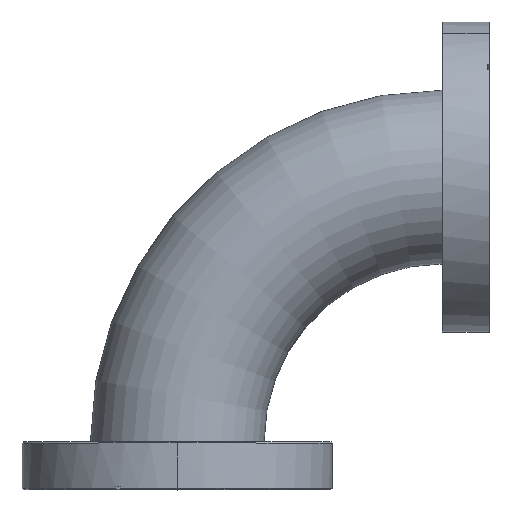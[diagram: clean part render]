
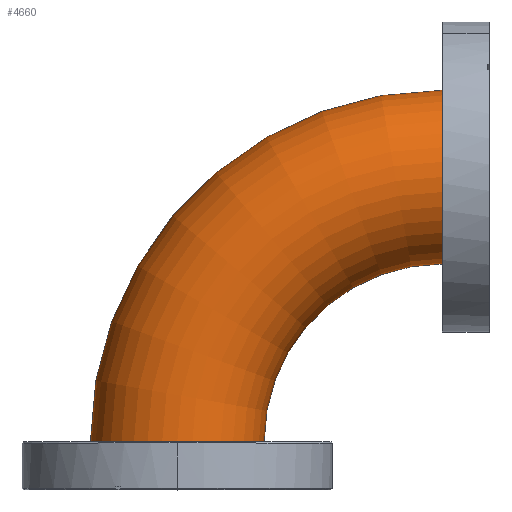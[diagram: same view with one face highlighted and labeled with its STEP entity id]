
A CAD part, top view. The second image highlights one B-rep face of the part: STEP entity #4660.
In plain terms, the highlighted toroidal (fillet/blend) face has major radius 96.8 mm and minor radius 31.75 mm.
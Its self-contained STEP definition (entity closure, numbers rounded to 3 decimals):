
#64 = CARTESIAN_POINT ( 'NONE',  ( 0., 65.05, 0. ) ) ;
#198 = EDGE_CURVE ( 'NONE', #2204, #4909, #1801, .T. ) ;
#298 = CARTESIAN_POINT ( 'NONE',  ( 0., 96.8, 31.75 ) ) ;
#465 = AXIS2_PLACEMENT_3D ( 'NONE', #3874, #1149, #4319 ) ;
#623 = CIRCLE ( 'NONE', #5495, 31.75 ) ;
#647 = CARTESIAN_POINT ( 'NONE',  ( -96.8, 0., 0. ) ) ;
#733 = EDGE_CURVE ( 'NONE', #1537, #765, #3747, .T. ) ;
#765 = VERTEX_POINT ( 'NONE', #2910 ) ;
#769 = DIRECTION ( 'NONE',  ( 0., 0., -1. ) ) ;
#788 = CARTESIAN_POINT ( 'NONE',  ( -65.05, 0., 0. ) ) ;
#983 = EDGE_CURVE ( 'NONE', #2204, #4137, #5205, .T. ) ;
#1098 = DIRECTION ( 'NONE',  ( 0., 0., -1. ) ) ;
#1111 = CIRCLE ( 'NONE', #465, 31.75 ) ;
#1149 = DIRECTION ( 'NONE',  ( -1., 0., 0. ) ) ;
#1493 = DIRECTION ( 'NONE',  ( 1., 0., 0. ) ) ;
#1537 = VERTEX_POINT ( 'NONE', #3691 ) ;
#1759 = DIRECTION ( 'NONE',  ( 0., 0., 1. ) ) ;
#1801 = CIRCLE ( 'NONE', #3466, 65.05 ) ;
#1951 = DIRECTION ( 'NONE',  ( 0., 0., 1. ) ) ;
#2204 = VERTEX_POINT ( 'NONE', #64 ) ;
#2207 = CARTESIAN_POINT ( 'NONE',  ( 0., 0., 0. ) ) ;
#2229 = CARTESIAN_POINT ( 'NONE',  ( -96.8, 0., 0. ) ) ;
#2305 = DIRECTION ( 'NONE',  ( 0., 0., 1. ) ) ;
#2427 = ORIENTED_EDGE ( 'NONE', *, *, #5526, .T. ) ;
#2595 = CIRCLE ( 'NONE', #4539, 31.75 ) ;
#2683 = DIRECTION ( 'NONE',  ( 0., 0., -1. ) ) ;
#2765 = CARTESIAN_POINT ( 'NONE',  ( 0., 96.8, 0. ) ) ;
#2910 = CARTESIAN_POINT ( 'NONE',  ( -128.55, 0., 0. ) ) ;
#3182 = VERTEX_POINT ( 'NONE', #4094 ) ;
#3466 = AXIS2_PLACEMENT_3D ( 'NONE', #5131, #1951, #1493 ) ;
#3496 = DIRECTION ( 'NONE',  ( -1., 0., 0. ) ) ;
#3691 = CARTESIAN_POINT ( 'NONE',  ( 0., 128.55, 0. ) ) ;
#3747 = CIRCLE ( 'NONE', #4150, 128.55 ) ;
#3818 = DIRECTION ( 'NONE',  ( 0., -1., 0. ) ) ;
#3874 = CARTESIAN_POINT ( 'NONE',  ( 0., 96.8, 0. ) ) ;
#3993 = EDGE_LOOP ( 'NONE', ( #2427, #5110, #4809, #5559, #4301, #5831 ) ) ;
#4050 = DIRECTION ( 'NONE',  ( 1., 0., 0. ) ) ;
#4085 = AXIS2_PLACEMENT_3D ( 'NONE', #2207, #1759, #4050 ) ;
#4094 = CARTESIAN_POINT ( 'NONE',  ( -96.8, 0., 31.75 ) ) ;
#4137 = VERTEX_POINT ( 'NONE', #298 ) ;
#4150 = AXIS2_PLACEMENT_3D ( 'NONE', #5018, #2305, #5467 ) ;
#4301 = ORIENTED_EDGE ( 'NONE', *, *, #198, .F. ) ;
#4319 = DIRECTION ( 'NONE',  ( 0., 0., -1. ) ) ;
#4347 = AXIS2_PLACEMENT_3D ( 'NONE', #2765, #3496, #769 ) ;
#4539 = AXIS2_PLACEMENT_3D ( 'NONE', #647, #3818, #1098 ) ;
#4596 = TOROIDAL_SURFACE ( 'NONE', #4085, 96.8, 31.75 ) ;
#4660 = ADVANCED_FACE ( 'NONE', ( #5792 ), #4596, .T. ) ;
#4809 = ORIENTED_EDGE ( 'NONE', *, *, #5464, .F. ) ;
#4909 = VERTEX_POINT ( 'NONE', #788 ) ;
#4971 = EDGE_CURVE ( 'NONE', #4909, #3182, #623, .T. ) ;
#5018 = CARTESIAN_POINT ( 'NONE',  ( 0., 0., 0. ) ) ;
#5110 = ORIENTED_EDGE ( 'NONE', *, *, #733, .T. ) ;
#5131 = CARTESIAN_POINT ( 'NONE',  ( 0., 0., 0. ) ) ;
#5205 = CIRCLE ( 'NONE', #4347, 31.75 ) ;
#5389 = DIRECTION ( 'NONE',  ( 0., -1., 0. ) ) ;
#5464 = EDGE_CURVE ( 'NONE', #3182, #765, #2595, .T. ) ;
#5467 = DIRECTION ( 'NONE',  ( 1., 0., 0. ) ) ;
#5495 = AXIS2_PLACEMENT_3D ( 'NONE', #2229, #5389, #2683 ) ;
#5526 = EDGE_CURVE ( 'NONE', #4137, #1537, #1111, .T. ) ;
#5559 = ORIENTED_EDGE ( 'NONE', *, *, #4971, .F. ) ;
#5792 = FACE_OUTER_BOUND ( 'NONE', #3993, .T. ) ;
#5831 = ORIENTED_EDGE ( 'NONE', *, *, #983, .T. ) ;
